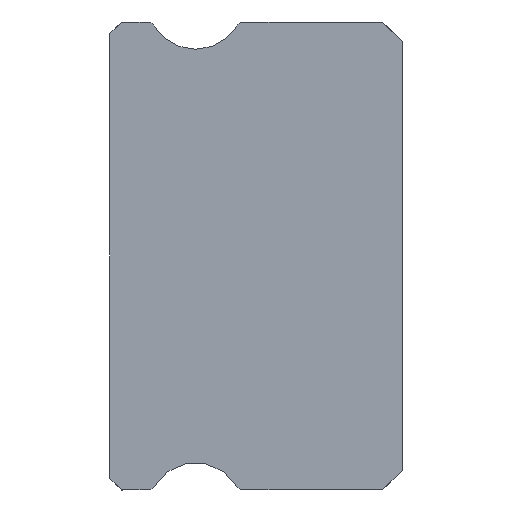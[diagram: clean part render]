
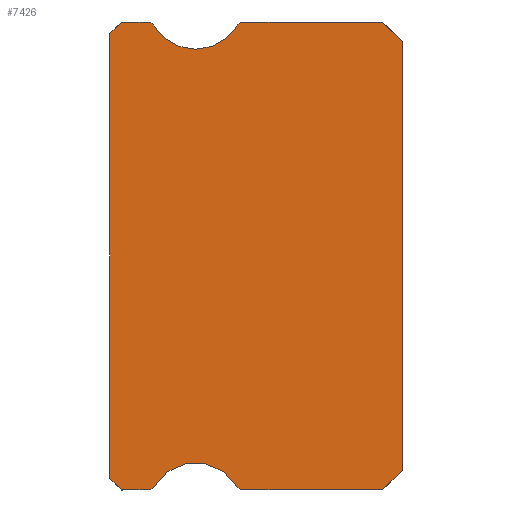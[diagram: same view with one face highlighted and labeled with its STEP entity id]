
A CAD part, left-side view. The second image highlights one B-rep face of the part: STEP entity #7426.
In plain terms, the highlighted planar face has unit normal (-1, 0, 0).
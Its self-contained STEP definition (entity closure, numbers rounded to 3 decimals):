
#110 = CARTESIAN_POINT ( 'NONE',  ( -12.5, 0.5, -6. ) ) ;
#171 = VERTEX_POINT ( 'NONE', #4584 ) ;
#217 = CARTESIAN_POINT ( 'NONE',  ( -12.5, 6.512, 5.85 ) ) ;
#221 = AXIS2_PLACEMENT_3D ( 'NONE', #10659, #4665, #7295 ) ;
#251 = VERTEX_POINT ( 'NONE', #10617 ) ;
#283 = AXIS2_PLACEMENT_3D ( 'NONE', #781, #1492, #5740 ) ;
#364 = CARTESIAN_POINT ( 'NONE',  ( -12.5, 6.383, 5.925 ) ) ;
#396 = ORIENTED_EDGE ( 'NONE', *, *, #3841, .F. ) ;
#504 = AXIS2_PLACEMENT_3D ( 'NONE', #8324, #10808, #9949 ) ;
#516 = CARTESIAN_POINT ( 'NONE',  ( -12.5, 4.217, 5.925 ) ) ;
#544 = EDGE_CURVE ( 'NONE', #4325, #251, #4522, .T. ) ;
#597 = EDGE_CURVE ( 'NONE', #8963, #2132, #8250, .T. ) ;
#708 = CIRCLE ( 'NONE', #3710, 0.15 ) ;
#781 = CARTESIAN_POINT ( 'NONE',  ( -12.5, 4.088, -5.85 ) ) ;
#787 = VECTOR ( 'NONE', #9903, 1000. ) ;
#826 = CARTESIAN_POINT ( 'NONE',  ( -12.5, 0.5, 6. ) ) ;
#860 = CIRCLE ( 'NONE', #504, 1.25 ) ;
#1095 = VERTEX_POINT ( 'NONE', #8396 ) ;
#1113 = VECTOR ( 'NONE', #8124, 1000. ) ;
#1169 = CARTESIAN_POINT ( 'NONE',  ( -12.5, 6.383, -5.925 ) ) ;
#1261 = CARTESIAN_POINT ( 'NONE',  ( -12.5, 4.088, 6. ) ) ;
#1350 = DIRECTION ( 'NONE',  ( 0., 0.707, -0.707 ) ) ;
#1445 = ORIENTED_EDGE ( 'NONE', *, *, #1504, .F. ) ;
#1492 = DIRECTION ( 'NONE',  ( 1., 0., 0. ) ) ;
#1504 = EDGE_CURVE ( 'NONE', #5281, #2132, #5226, .T. ) ;
#1522 = CARTESIAN_POINT ( 'NONE',  ( -12.5, 4.088, 5.85 ) ) ;
#1568 = EDGE_CURVE ( 'NONE', #1095, #8963, #2796, .T. ) ;
#1767 = VERTEX_POINT ( 'NONE', #516 ) ;
#1873 = DIRECTION ( 'NONE',  ( 1., 0., 0. ) ) ;
#1939 = VECTOR ( 'NONE', #8663, 1000. ) ;
#1977 = ORIENTED_EDGE ( 'NONE', *, *, #10375, .T. ) ;
#2131 = VERTEX_POINT ( 'NONE', #1169 ) ;
#2132 = VERTEX_POINT ( 'NONE', #3705 ) ;
#2417 = CARTESIAN_POINT ( 'NONE',  ( -12.5, 6.512, -6. ) ) ;
#2443 = DIRECTION ( 'NONE',  ( -1., 0., 0. ) ) ;
#2587 = LINE ( 'NONE', #2417, #5613 ) ;
#2638 = ORIENTED_EDGE ( 'NONE', *, *, #5451, .F. ) ;
#2652 = VERTEX_POINT ( 'NONE', #9677 ) ;
#2796 = LINE ( 'NONE', #2859, #6954 ) ;
#2804 = ORIENTED_EDGE ( 'NONE', *, *, #1568, .T. ) ;
#2859 = CARTESIAN_POINT ( 'NONE',  ( -12.5, 7.2, 6. ) ) ;
#2908 = LINE ( 'NONE', #5647, #9166 ) ;
#2989 = CIRCLE ( 'NONE', #7376, 1.25 ) ;
#3052 = ORIENTED_EDGE ( 'NONE', *, *, #8339, .F. ) ;
#3072 = ORIENTED_EDGE ( 'NONE', *, *, #9012, .F. ) ;
#3086 = VERTEX_POINT ( 'NONE', #110 ) ;
#3139 = LINE ( 'NONE', #9066, #787 ) ;
#3146 = LINE ( 'NONE', #3811, #1113 ) ;
#3178 = AXIS2_PLACEMENT_3D ( 'NONE', #1522, #8314, #4108 ) ;
#3252 = VERTEX_POINT ( 'NONE', #7977 ) ;
#3324 = ORIENTED_EDGE ( 'NONE', *, *, #3768, .F. ) ;
#3358 = EDGE_CURVE ( 'NONE', #1095, #3598, #8241, .T. ) ;
#3598 = VERTEX_POINT ( 'NONE', #364 ) ;
#3683 = DIRECTION ( 'NONE',  ( 0., 0., 1. ) ) ;
#3705 = CARTESIAN_POINT ( 'NONE',  ( -12.5, 7.5, 5.7 ) ) ;
#3710 = AXIS2_PLACEMENT_3D ( 'NONE', #8564, #1873, #6971 ) ;
#3768 = EDGE_CURVE ( 'NONE', #3598, #7906, #860, .T. ) ;
#3811 = CARTESIAN_POINT ( 'NONE',  ( -12.5, 6.512, 6. ) ) ;
#3841 = EDGE_CURVE ( 'NONE', #3086, #171, #2587, .T. ) ;
#4006 = CARTESIAN_POINT ( 'NONE',  ( -12.5, 7.2, -6. ) ) ;
#4108 = DIRECTION ( 'NONE',  ( 0., 0., -1. ) ) ;
#4325 = VERTEX_POINT ( 'NONE', #5019 ) ;
#4522 = LINE ( 'NONE', #7903, #5874 ) ;
#4584 = CARTESIAN_POINT ( 'NONE',  ( -12.5, 4.088, -6. ) ) ;
#4665 = DIRECTION ( 'NONE',  ( -1., 0., 0. ) ) ;
#4839 = EDGE_CURVE ( 'NONE', #4325, #3086, #2908, .T. ) ;
#4881 = AXIS2_PLACEMENT_3D ( 'NONE', #8189, #10680, #9022 ) ;
#4945 = CIRCLE ( 'NONE', #221, 1.25 ) ;
#5019 = CARTESIAN_POINT ( 'NONE',  ( -12.5, 0., -5.5 ) ) ;
#5065 = ORIENTED_EDGE ( 'NONE', *, *, #5141, .F. ) ;
#5141 = EDGE_CURVE ( 'NONE', #2131, #3252, #708, .T. ) ;
#5165 = DIRECTION ( 'NONE',  ( 1., 0., 0. ) ) ;
#5226 = LINE ( 'NONE', #5391, #7120 ) ;
#5278 = CARTESIAN_POINT ( 'NONE',  ( -12.5, 6.512, -6. ) ) ;
#5281 = VERTEX_POINT ( 'NONE', #6291 ) ;
#5391 = CARTESIAN_POINT ( 'NONE',  ( -12.5, 7.5, 5.85 ) ) ;
#5451 = EDGE_CURVE ( 'NONE', #1767, #10264, #8111, .T. ) ;
#5516 = AXIS2_PLACEMENT_3D ( 'NONE', #217, #5165, #8551 ) ;
#5536 = CIRCLE ( 'NONE', #283, 0.15 ) ;
#5599 = CARTESIAN_POINT ( 'NONE',  ( -12.5, 7.5, 5.7 ) ) ;
#5613 = VECTOR ( 'NONE', #10869, 1000. ) ;
#5647 = CARTESIAN_POINT ( 'NONE',  ( -12.5, 0., -5.5 ) ) ;
#5653 = VECTOR ( 'NONE', #9001, 1000. ) ;
#5740 = DIRECTION ( 'NONE',  ( 0., 0., -1. ) ) ;
#5796 = DIRECTION ( 'NONE',  ( 0., 0., 1. ) ) ;
#5813 = DIRECTION ( 'NONE',  ( 0., 0., -1. ) ) ;
#5874 = VECTOR ( 'NONE', #5796, 1000. ) ;
#6123 = DIRECTION ( 'NONE',  ( 0., 1., 0. ) ) ;
#6195 = ORIENTED_EDGE ( 'NONE', *, *, #3358, .F. ) ;
#6291 = CARTESIAN_POINT ( 'NONE',  ( -12.5, 7.5, -5.7 ) ) ;
#6773 = EDGE_CURVE ( 'NONE', #10065, #251, #3139, .T. ) ;
#6788 = EDGE_CURVE ( 'NONE', #171, #9763, #5536, .T. ) ;
#6954 = VECTOR ( 'NONE', #6123, 1000. ) ;
#6967 = ORIENTED_EDGE ( 'NONE', *, *, #6788, .F. ) ;
#6971 = DIRECTION ( 'NONE',  ( 0., 0., -1. ) ) ;
#7120 = VECTOR ( 'NONE', #3683, 1000. ) ;
#7173 = EDGE_LOOP ( 'NONE', ( #9982, #1445, #7972, #1977, #5065, #3052, #6967, #396, #9514, #7328, #8506, #3072, #2638, #9594, #3324, #6195, #2804 ) ) ;
#7295 = DIRECTION ( 'NONE',  ( 0., 0., -1. ) ) ;
#7304 = CARTESIAN_POINT ( 'NONE',  ( -12.5, 7.2, 6. ) ) ;
#7328 = ORIENTED_EDGE ( 'NONE', *, *, #544, .T. ) ;
#7376 = AXIS2_PLACEMENT_3D ( 'NONE', #10839, #2443, #5813 ) ;
#7426 = ADVANCED_FACE ( 'NONE', ( #8599 ), #9384, .F. ) ;
#7901 = CARTESIAN_POINT ( 'NONE',  ( -12.5, 4.217, -5.925 ) ) ;
#7903 = CARTESIAN_POINT ( 'NONE',  ( -12.5, 0., 5.5 ) ) ;
#7906 = VERTEX_POINT ( 'NONE', #8343 ) ;
#7972 = ORIENTED_EDGE ( 'NONE', *, *, #9941, .T. ) ;
#7977 = CARTESIAN_POINT ( 'NONE',  ( -12.5, 6.512, -6. ) ) ;
#8074 = DIRECTION ( 'NONE',  ( 0., 0.707, -0.707 ) ) ;
#8111 = CIRCLE ( 'NONE', #3178, 0.15 ) ;
#8124 = DIRECTION ( 'NONE',  ( 0., -1., 0. ) ) ;
#8189 = CARTESIAN_POINT ( 'NONE',  ( -12.5, 6.512, 5.85 ) ) ;
#8241 = CIRCLE ( 'NONE', #4881, 0.15 ) ;
#8250 = LINE ( 'NONE', #5599, #10468 ) ;
#8314 = DIRECTION ( 'NONE',  ( 1., 0., 0. ) ) ;
#8324 = CARTESIAN_POINT ( 'NONE',  ( -12.5, 5.3, 6.55 ) ) ;
#8339 = EDGE_CURVE ( 'NONE', #9763, #2131, #2989, .T. ) ;
#8343 = CARTESIAN_POINT ( 'NONE',  ( -12.5, 5.3, 5.3 ) ) ;
#8396 = CARTESIAN_POINT ( 'NONE',  ( -12.5, 6.512, 6. ) ) ;
#8506 = ORIENTED_EDGE ( 'NONE', *, *, #6773, .F. ) ;
#8551 = DIRECTION ( 'NONE',  ( 0., 0., -1. ) ) ;
#8564 = CARTESIAN_POINT ( 'NONE',  ( -12.5, 6.512, -5.85 ) ) ;
#8599 = FACE_OUTER_BOUND ( 'NONE', #7173, .T. ) ;
#8663 = DIRECTION ( 'NONE',  ( 0., -1., 0. ) ) ;
#8963 = VERTEX_POINT ( 'NONE', #7304 ) ;
#9001 = DIRECTION ( 'NONE',  ( 0., -0.707, -0.707 ) ) ;
#9012 = EDGE_CURVE ( 'NONE', #10264, #10065, #3146, .T. ) ;
#9022 = DIRECTION ( 'NONE',  ( 0., 0., -1. ) ) ;
#9066 = CARTESIAN_POINT ( 'NONE',  ( -12.5, 0.5, 6. ) ) ;
#9166 = VECTOR ( 'NONE', #8074, 1000. ) ;
#9384 = PLANE ( 'NONE',  #5516 ) ;
#9514 = ORIENTED_EDGE ( 'NONE', *, *, #4839, .F. ) ;
#9594 = ORIENTED_EDGE ( 'NONE', *, *, #9893, .F. ) ;
#9677 = CARTESIAN_POINT ( 'NONE',  ( -12.5, 7.2, -6. ) ) ;
#9763 = VERTEX_POINT ( 'NONE', #7901 ) ;
#9838 = LINE ( 'NONE', #4006, #5653 ) ;
#9893 = EDGE_CURVE ( 'NONE', #7906, #1767, #4945, .T. ) ;
#9903 = DIRECTION ( 'NONE',  ( 0., -0.707, -0.707 ) ) ;
#9941 = EDGE_CURVE ( 'NONE', #5281, #2652, #9838, .T. ) ;
#9949 = DIRECTION ( 'NONE',  ( 0., 0., -1. ) ) ;
#9982 = ORIENTED_EDGE ( 'NONE', *, *, #597, .T. ) ;
#10065 = VERTEX_POINT ( 'NONE', #826 ) ;
#10209 = LINE ( 'NONE', #5278, #1939 ) ;
#10264 = VERTEX_POINT ( 'NONE', #1261 ) ;
#10375 = EDGE_CURVE ( 'NONE', #2652, #3252, #10209, .T. ) ;
#10468 = VECTOR ( 'NONE', #1350, 1000. ) ;
#10617 = CARTESIAN_POINT ( 'NONE',  ( -12.5, 0., 5.5 ) ) ;
#10659 = CARTESIAN_POINT ( 'NONE',  ( -12.5, 5.3, 6.55 ) ) ;
#10680 = DIRECTION ( 'NONE',  ( 1., 0., 0. ) ) ;
#10808 = DIRECTION ( 'NONE',  ( -1., 0., 0. ) ) ;
#10839 = CARTESIAN_POINT ( 'NONE',  ( -12.5, 5.3, -6.55 ) ) ;
#10869 = DIRECTION ( 'NONE',  ( 0., 1., 0. ) ) ;
